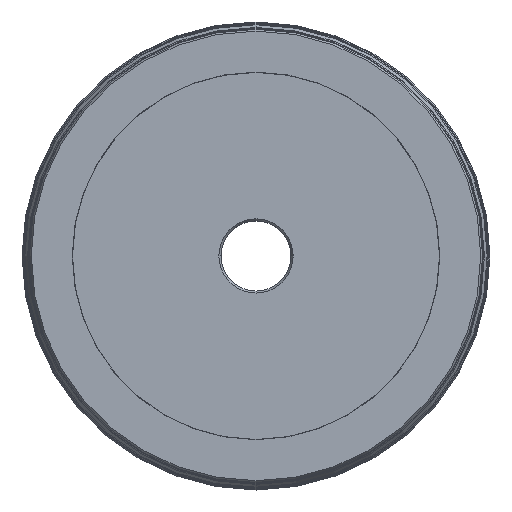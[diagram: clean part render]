
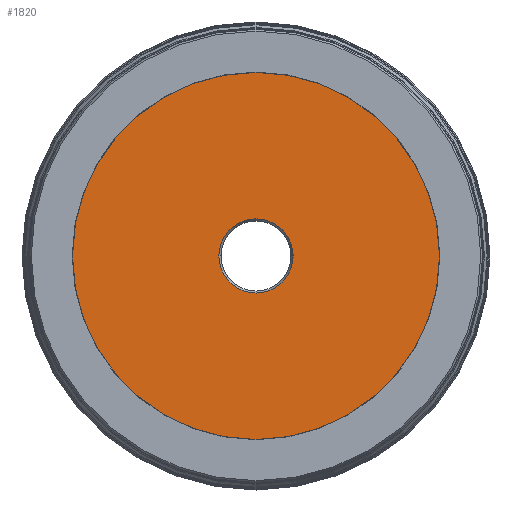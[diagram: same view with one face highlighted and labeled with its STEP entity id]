
A CAD part, top view. The second image highlights one B-rep face of the part: STEP entity #1820.
In plain terms, the highlighted planar face has unit normal (0, 0, 1).
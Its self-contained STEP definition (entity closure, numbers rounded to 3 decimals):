
#39=CARTESIAN_POINT('',(0.,0.,18.5));
#40=DIRECTION('',(0.,0.,-1.));
#41=DIRECTION('',(0.866,0.5,0.));
#42=AXIS2_PLACEMENT_3D('',#39,#40,#41);
#48=CARTESIAN_POINT('',(0.,0.,18.5));
#49=DIRECTION('',(0.,0.,-1.));
#50=DIRECTION('',(-0.866,-0.5,0.));
#51=AXIS2_PLACEMENT_3D('',#48,#49,#50);
#56=CARTESIAN_POINT('',(0.,0.,18.5));
#57=DIRECTION('',(0.,0.,-1.));
#58=DIRECTION('',(0.,1.,0.));
#59=AXIS2_PLACEMENT_3D('',#56,#57,#58);
#64=CARTESIAN_POINT('',(0.,0.,18.5));
#65=DIRECTION('',(0.,0.,-1.));
#66=DIRECTION('',(0.,-1.,0.));
#67=AXIS2_PLACEMENT_3D('',#64,#65,#66);
#1661=CARTESIAN_POINT('',(2.748,1.587,18.5));
#1662=VERTEX_POINT('',#1661);
#1663=CARTESIAN_POINT('',(-2.748,-1.587,18.5));
#1664=VERTEX_POINT('',#1663);
#1707=CARTESIAN_POINT('',(0.,15.694,18.5));
#1708=CARTESIAN_POINT('',(0.,-15.694,18.5));
#1709=VERTEX_POINT('',#1707);
#1710=VERTEX_POINT('',#1708);
#1803=CARTESIAN_POINT('',(0.,0.,18.5));
#1804=DIRECTION('',(0.,0.,1.));
#1805=DIRECTION('',(0.,-1.,0.));
#1806=AXIS2_PLACEMENT_3D('',#1803,#1804,#1805);
#1807=PLANE('',#1806);
#1809=ORIENTED_EDGE('',*,*,#1808,.T.);
#1811=ORIENTED_EDGE('',*,*,#1810,.T.);
#1812=EDGE_LOOP('',(#1809,#1811));
#1813=FACE_OUTER_BOUND('',#1812,.F.);
#1815=ORIENTED_EDGE('',*,*,#1814,.F.);
#1817=ORIENTED_EDGE('',*,*,#1816,.F.);
#1818=EDGE_LOOP('',(#1815,#1817));
#1819=FACE_BOUND('',#1818,.F.);
#43=CIRCLE('',#42,3.173);
#52=CIRCLE('',#51,3.173);
#60=CIRCLE('',#59,15.694);
#68=CIRCLE('',#67,15.694);
#1808=EDGE_CURVE('',#1709,#1710,#60,.T.);
#1810=EDGE_CURVE('',#1710,#1709,#68,.T.);
#1814=EDGE_CURVE('',#1662,#1664,#43,.T.);
#1816=EDGE_CURVE('',#1664,#1662,#52,.T.);
#1820=ADVANCED_FACE('',(#1813,#1819),#1807,.T.);
